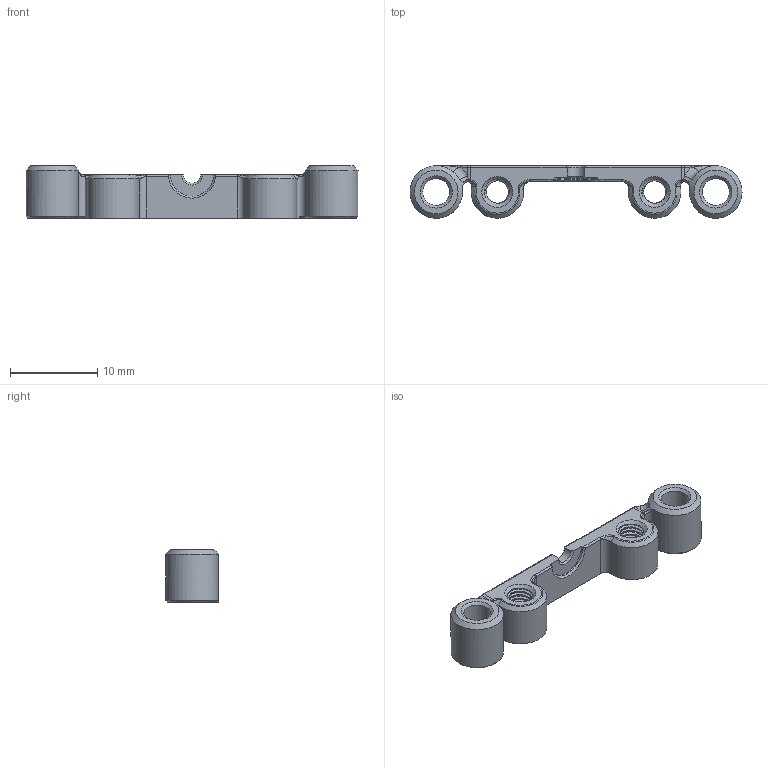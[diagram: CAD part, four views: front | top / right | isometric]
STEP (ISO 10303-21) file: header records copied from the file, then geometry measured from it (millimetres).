
FILE_DESCRIPTION(/* description */ (''),/* implementation_level */ '2;1');
FILE_NAME(/* name */ 'wheel_brace.stp',/* time_stamp */ '2024-10-05T20:28:20-07:00',/* author */ (''),/* organization */ (''),/* preprocessor_version */ 'ST-DEVELOPER v18.1',/* originating_system */ 'SIEMENS PLM Software NX 1996',/* authorisation */ '');
FILE_SCHEMA (('AUTOMOTIVE_DESIGN { 1 0 10303 214 3 1 1 1 }'));
Length unit declared in the file: millimetre
Products named in the file (1): freg63601562sirb
Bounding box: 38 x 6 x 6 mm (x, y, z)
Volume: 636.9 mm3; surface area: 971.4 mm2
Topology: 1 solids, 1 shells, 113 faces, 305 edges, 191 vertices
Faces by surface type: cylinder 42, bspline 33, cone 19, plane 13, torus 6
Full cylindrical faces by diameter (mm): 2.55 x16, 3.1 x2
Entity records: 8180 total; most frequent: CARTESIAN_POINT 6118, ORIENTED_EDGE 460, DIRECTION 353, EDGE_CURVE 230, AXIS2_PLACEMENT_3D 153, VERTEX_POINT 149, EDGE_LOOP 119, ADVANCED_FACE 97
